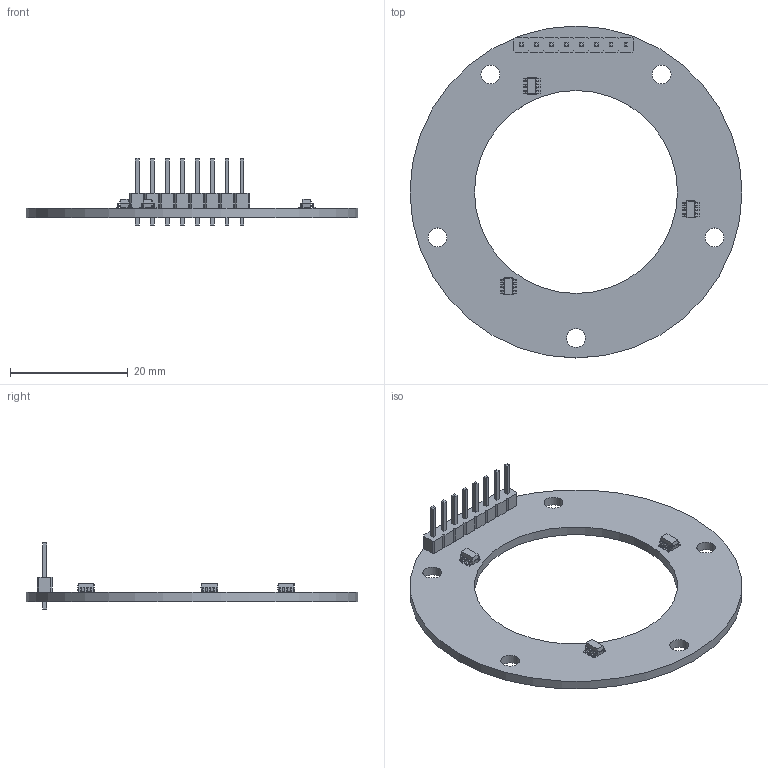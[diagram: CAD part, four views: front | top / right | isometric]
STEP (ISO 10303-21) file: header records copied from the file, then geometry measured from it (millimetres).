
FILE_DESCRIPTION(('FreeCAD Model'),'2;1');
FILE_NAME('roboy_3.0_40mm_ball_sensor1.step','2019-08-18T21:34:13',( 'kicad StepUp'),('ksu MCAD'),'Open CASCADE STEP processor 6.9', 'FreeCAD','Unknown');
FILE_SCHEMA(('AUTOMOTIVE_DESIGN { 1 0 10303 214 1 1 1 1 }'));
Length unit declared in the file: millimetre
Products named in the file (6): ASSEMBLY; Pcb; SOT_23_6_; SOT_23_6_001; SOT_23_6_002; PinHeader_1x08_P254mm_Vertical_
Assembly tree (5 placements, depth 2):
  ASSEMBLY
    Pcb
    SOT_23_6_
    SOT_23_6_001
    SOT_23_6_002
    PinHeader_1x08_P254mm_Vertical_
Bounding box: 56.4 x 56.4 x 11.54 mm (x, y, z)
Volume: 2605.9 mm3; surface area: 4104.5 mm2
Topology: 5 solids, 5 shells, 585 faces, 1469 edges, 910 vertices
Faces by surface type: plane 408, bspline 90, cylinder 87
Full cylindrical faces by diameter (mm): 1 x8, 3.2 x5, 34.484 x1, 56.4 x1
Entity records: 21060 total; most frequent: CARTESIAN_POINT 3336, ORIENTED_EDGE 2938, DIRECTION 2549, EDGE_CURVE 1469, LINE 1199, VECTOR 1199, VERTEX_POINT 910, AXIS2_PLACEMENT_3D 675
